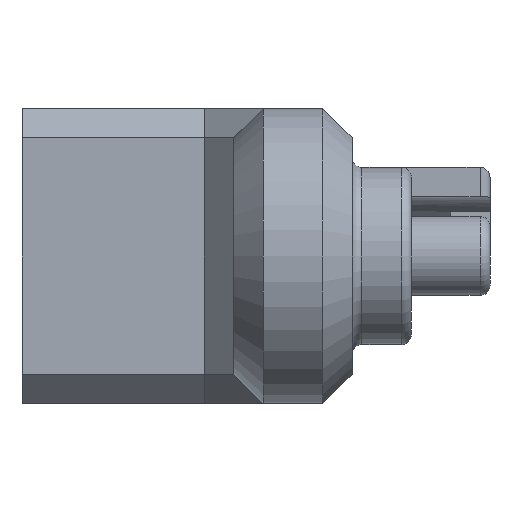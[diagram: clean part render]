
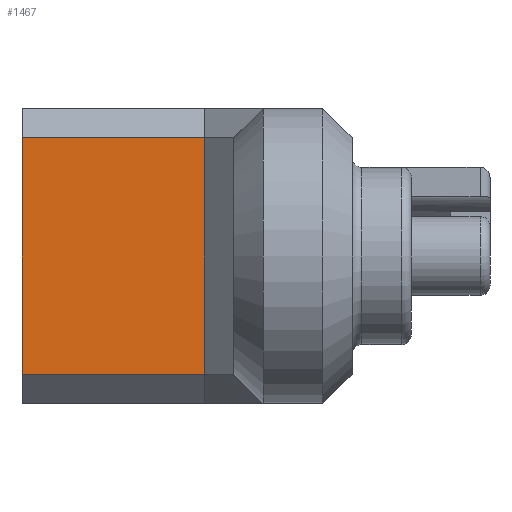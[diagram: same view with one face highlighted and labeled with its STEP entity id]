
A CAD part, front view. The second image highlights one B-rep face of the part: STEP entity #1467.
In plain terms, the highlighted planar face has unit normal (0, -1, 0).
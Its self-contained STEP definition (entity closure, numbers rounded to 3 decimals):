
#35 = VERTEX_POINT ( 'NONE', #1789 ) ;
#81 = VERTEX_POINT ( 'NONE', #474 ) ;
#153 = CARTESIAN_POINT ( 'NONE',  ( -3., 42., 12. ) ) ;
#173 = EDGE_CURVE ( 'NONE', #35, #1998, #191, .T. ) ;
#178 = VECTOR ( 'NONE', #1184, 1000. ) ;
#188 = ORIENTED_EDGE ( 'NONE', *, *, #1505, .T. ) ;
#191 = LINE ( 'NONE', #1952, #309 ) ;
#201 = DIRECTION ( 'NONE',  ( 0., 0., 1. ) ) ;
#309 = VECTOR ( 'NONE', #201, 1000. ) ;
#323 = CARTESIAN_POINT ( 'NONE',  ( -21.5, 42., -15. ) ) ;
#393 = ORIENTED_EDGE ( 'NONE', *, *, #2194, .T. ) ;
#415 = LINE ( 'NONE', #608, #178 ) ;
#424 = LINE ( 'NONE', #1196, #2373 ) ;
#474 = CARTESIAN_POINT ( 'NONE',  ( -3., 42., -12. ) ) ;
#537 = EDGE_CURVE ( 'NONE', #81, #2395, #424, .T. ) ;
#562 = CARTESIAN_POINT ( 'NONE',  ( -21.5, 42., 12. ) ) ;
#608 = CARTESIAN_POINT ( 'NONE',  ( -21.5, 42., -12. ) ) ;
#683 = DIRECTION ( 'NONE',  ( 0., 0., 1. ) ) ;
#877 = CARTESIAN_POINT ( 'NONE',  ( -21.5, 42., 12. ) ) ;
#883 = ORIENTED_EDGE ( 'NONE', *, *, #173, .F. ) ;
#893 = DIRECTION ( 'NONE',  ( -1., 0., 0. ) ) ;
#1062 = DIRECTION ( 'NONE',  ( 0., 0., 1. ) ) ;
#1184 = DIRECTION ( 'NONE',  ( 1., 0., 0. ) ) ;
#1196 = CARTESIAN_POINT ( 'NONE',  ( -3., 42., 15. ) ) ;
#1325 = ORIENTED_EDGE ( 'NONE', *, *, #537, .T. ) ;
#1467 = ADVANCED_FACE ( 'NONE', ( #2462 ), #1864, .F. ) ;
#1505 = EDGE_CURVE ( 'NONE', #2395, #1998, #1885, .T. ) ;
#1639 = VECTOR ( 'NONE', #893, 1000. ) ;
#1677 = DIRECTION ( 'NONE',  ( 0., 1., 0. ) ) ;
#1789 = CARTESIAN_POINT ( 'NONE',  ( -21.5, 42., -12. ) ) ;
#1864 = PLANE ( 'NONE',  #1929 ) ;
#1885 = LINE ( 'NONE', #877, #1639 ) ;
#1929 = AXIS2_PLACEMENT_3D ( 'NONE', #323, #1677, #683 ) ;
#1952 = CARTESIAN_POINT ( 'NONE',  ( -21.5, 42., -15. ) ) ;
#1998 = VERTEX_POINT ( 'NONE', #562 ) ;
#2194 = EDGE_CURVE ( 'NONE', #35, #81, #415, .T. ) ;
#2373 = VECTOR ( 'NONE', #1062, 1000. ) ;
#2395 = VERTEX_POINT ( 'NONE', #153 ) ;
#2432 = EDGE_LOOP ( 'NONE', ( #883, #393, #1325, #188 ) ) ;
#2462 = FACE_OUTER_BOUND ( 'NONE', #2432, .T. ) ;
